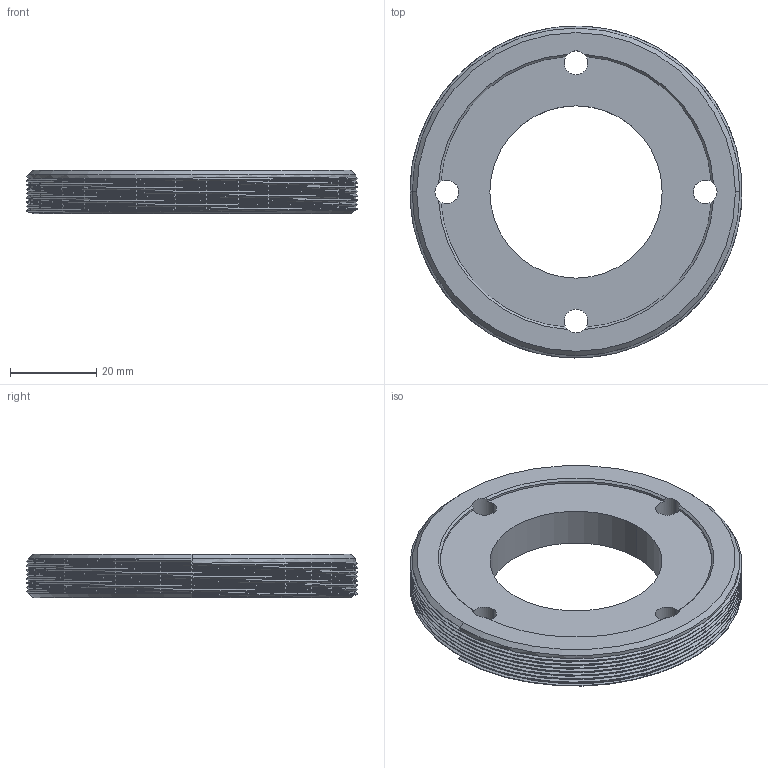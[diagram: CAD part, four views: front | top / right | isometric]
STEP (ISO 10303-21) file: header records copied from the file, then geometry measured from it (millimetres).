
FILE_DESCRIPTION (( 'STEP AP214' ), '1' );
FILE_NAME ('Bride DEV.STEP', '2024-07-31T15:17:24', ( '' ), ( '' ), 'SwSTEP 2.0', 'SolidWorks 2020', '' );
FILE_SCHEMA (( 'AUTOMOTIVE_DESIGN' ));
Length unit declared in the file: millimetre
Products named in the file (1): Bride DEV
Bounding box: 77.08 x 77.08 x 10 mm (x, y, z)
Volume: 30268.9 mm3; surface area: 11726.6 mm2
Topology: 1 solids, 1 shells, 48 faces, 137 edges, 88 vertices
Faces by surface type: cylinder 32, cone 8, plane 5, bspline 3
Entity records: 2801 total; most frequent: CARTESIAN_POINT 1581, ORIENTED_EDGE 274, DIRECTION 236, EDGE_CURVE 137, AXIS2_PLACEMENT_3D 95, VERTEX_POINT 88, EDGE_LOOP 55, CIRCLE 49
